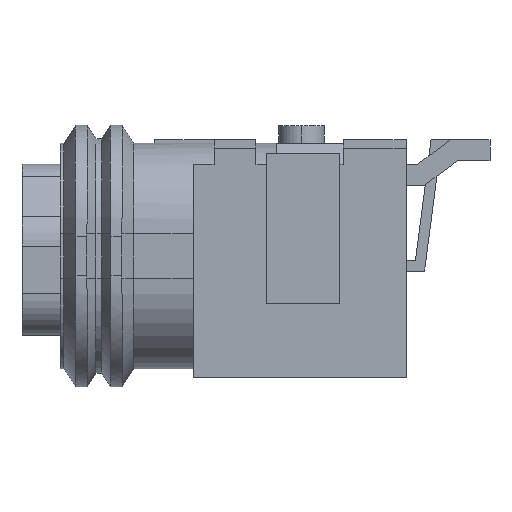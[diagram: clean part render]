
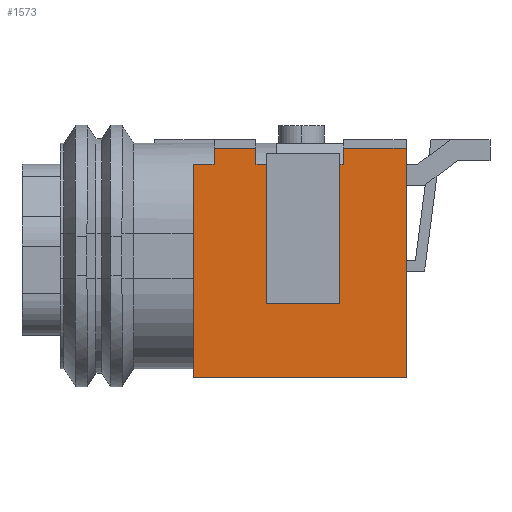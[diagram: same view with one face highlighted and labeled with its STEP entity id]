
A CAD part, left-side view. The second image highlights one B-rep face of the part: STEP entity #1573.
In plain terms, the highlighted planar face has unit normal (-1, 0, 0).
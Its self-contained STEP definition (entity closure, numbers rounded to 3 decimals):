
#1573 = ADVANCED_FACE ( 'NONE', ( #6688 ), #4415, .F. ) ;
#1752 = EDGE_CURVE ( 'NONE', #2885, #2876, #5613, .T. ) ;
#1754 = EDGE_CURVE ( 'NONE', #2876, #2874, #5619, .T. ) ;
#1756 = EDGE_CURVE ( 'NONE', #2874, #2865, #5623, .T. ) ;
#1758 = EDGE_CURVE ( 'NONE', #2865, #2879, #5627, .T. ) ;
#1762 = EDGE_CURVE ( 'NONE', #2880, #2875, #5635, .T. ) ;
#1775 = EDGE_CURVE ( 'NONE', #2855, #2879, #5661, .T. ) ;
#1833 = EDGE_CURVE ( 'NONE', #2827, #2885, #5775, .T. ) ;
#1840 = EDGE_CURVE ( 'NONE', #2821, #2801, #5789, .T. ) ;
#1842 = EDGE_CURVE ( 'NONE', #2875, #2821, #5793, .T. ) ;
#2003 = ORIENTED_EDGE ( 'NONE', *, *, #1840, .F. ) ;
#2004 = ORIENTED_EDGE ( 'NONE', *, *, #1842, .F. ) ;
#2005 = ORIENTED_EDGE ( 'NONE', *, *, #1762, .F. ) ;
#2006 = ORIENTED_EDGE ( 'NONE', *, *, #2141, .F. ) ;
#2007 = ORIENTED_EDGE ( 'NONE', *, *, #2144, .F. ) ;
#2008 = ORIENTED_EDGE ( 'NONE', *, *, #2145, .F. ) ;
#2009 = ORIENTED_EDGE ( 'NONE', *, *, #2146, .T. ) ;
#2010 = ORIENTED_EDGE ( 'NONE', *, *, #1775, .T. ) ;
#2011 = ORIENTED_EDGE ( 'NONE', *, *, #1758, .F. ) ;
#2012 = ORIENTED_EDGE ( 'NONE', *, *, #1756, .F. ) ;
#2013 = ORIENTED_EDGE ( 'NONE', *, *, #1754, .F. ) ;
#2014 = ORIENTED_EDGE ( 'NONE', *, *, #1752, .F. ) ;
#2015 = ORIENTED_EDGE ( 'NONE', *, *, #1833, .F. ) ;
#2016 = ORIENTED_EDGE ( 'NONE', *, *, #2147, .F. ) ;
#2141 = EDGE_CURVE ( 'NONE', #2831, #2880, #5801, .T. ) ;
#2144 = EDGE_CURVE ( 'NONE', #2807, #2831, #5813, .T. ) ;
#2145 = EDGE_CURVE ( 'NONE', #2830, #2807, #5815, .T. ) ;
#2146 = EDGE_CURVE ( 'NONE', #2830, #2855, #5809, .T. ) ;
#2147 = EDGE_CURVE ( 'NONE', #2801, #2827, #5819, .T. ) ;
#2472 = EDGE_LOOP ( 'NONE', ( #2003, #2004, #2005, #2006, #2007, #2008, #2009, #2010, #2011, #2012, #2013, #2014, #2015, #2016 ) ) ;
#2801 = VERTEX_POINT ( 'NONE', #7772 ) ;
#2807 = VERTEX_POINT ( 'NONE', #7778 ) ;
#2821 = VERTEX_POINT ( 'NONE', #7792 ) ;
#2827 = VERTEX_POINT ( 'NONE', #7798 ) ;
#2830 = VERTEX_POINT ( 'NONE', #7801 ) ;
#2831 = VERTEX_POINT ( 'NONE', #7802 ) ;
#2855 = VERTEX_POINT ( 'NONE', #7826 ) ;
#2865 = VERTEX_POINT ( 'NONE', #7836 ) ;
#2874 = VERTEX_POINT ( 'NONE', #7845 ) ;
#2875 = VERTEX_POINT ( 'NONE', #7846 ) ;
#2876 = VERTEX_POINT ( 'NONE', #7847 ) ;
#2879 = VERTEX_POINT ( 'NONE', #7850 ) ;
#2880 = VERTEX_POINT ( 'NONE', #7851 ) ;
#2885 = VERTEX_POINT ( 'NONE', #7856 ) ;
#4415 = PLANE ( 'NONE',  #6859 ) ;
#4416 = CARTESIAN_POINT ( 'NONE',  ( -4.27, -5., -3.23 ) ) ;
#4421 = DIRECTION ( 'NONE',  ( 1., 0., 0. ) ) ;
#4422 = DIRECTION ( 'NONE',  ( 0., 1., 0. ) ) ;
#5151 = CARTESIAN_POINT ( 'NONE',  ( -4.27, -4.05, -3.23 ) ) ;
#5164 = DIRECTION ( 'NONE',  ( 0., 0., 1. ) ) ;
#5173 = CARTESIAN_POINT ( 'NONE',  ( -4.27, -5., -0.3 ) ) ;
#5174 = DIRECTION ( 'NONE',  ( 0., -1., 0. ) ) ;
#5180 = CARTESIAN_POINT ( 'NONE',  ( -4.27, -4.1, -3.23 ) ) ;
#5183 = DIRECTION ( 'NONE',  ( 0., 0., 1. ) ) ;
#5190 = CARTESIAN_POINT ( 'NONE',  ( -4.27, -5., -0.07 ) ) ;
#5194 = DIRECTION ( 'NONE',  ( 0., -1., 0. ) ) ;
#5208 = CARTESIAN_POINT ( 'NONE',  ( -4.27, -5., -0.07 ) ) ;
#5211 = DIRECTION ( 'NONE',  ( 0., -1., 0. ) ) ;
#5260 = CARTESIAN_POINT ( 'NONE',  ( -4.27, -5., 0. ) ) ;
#5264 = DIRECTION ( 'NONE',  ( 0., 0., 1. ) ) ;
#5613 = LINE ( 'NONE', #5151, #5618 ) ;
#5618 = VECTOR ( 'NONE', #5164, 1000. ) ;
#5619 = LINE ( 'NONE', #5173, #5622 ) ;
#5622 = VECTOR ( 'NONE', #5174, 1000. ) ;
#5623 = LINE ( 'NONE', #5180, #5626 ) ;
#5626 = VECTOR ( 'NONE', #5183, 1000. ) ;
#5627 = LINE ( 'NONE', #5190, #5630 ) ;
#5630 = VECTOR ( 'NONE', #5194, 1000. ) ;
#5635 = LINE ( 'NONE', #5208, #5638 ) ;
#5638 = VECTOR ( 'NONE', #5211, 1000. ) ;
#5661 = LINE ( 'NONE', #5260, #5664 ) ;
#5664 = VECTOR ( 'NONE', #5264, 1000. ) ;
#5775 = LINE ( 'NONE', #7063, #5778 ) ;
#5778 = VECTOR ( 'NONE', #7065, 1000. ) ;
#5789 = LINE ( 'NONE', #7088, #5792 ) ;
#5792 = VECTOR ( 'NONE', #7091, 1000. ) ;
#5793 = LINE ( 'NONE', #7096, #5796 ) ;
#5796 = VECTOR ( 'NONE', #7097, 1000. ) ;
#5801 = LINE ( 'NONE', #7104, #5810 ) ;
#5809 = LINE ( 'NONE', #7112, #5820 ) ;
#5810 = VECTOR ( 'NONE', #7114, 1000. ) ;
#5813 = LINE ( 'NONE', #7119, #5816 ) ;
#5815 = LINE ( 'NONE', #7121, #5818 ) ;
#5816 = VECTOR ( 'NONE', #7120, 1000. ) ;
#5818 = VECTOR ( 'NONE', #7123, 1000. ) ;
#5819 = LINE ( 'NONE', #7125, #5822 ) ;
#5820 = VECTOR ( 'NONE', #7124, 1000. ) ;
#5822 = VECTOR ( 'NONE', #7127, 1000. ) ;
#6688 = FACE_OUTER_BOUND ( 'NONE', #2472, .T. ) ;
#6859 = AXIS2_PLACEMENT_3D ( 'NONE', #4416, #4421, #4422 ) ;
#7063 = CARTESIAN_POINT ( 'NONE',  ( -4.27, -5., -2.3 ) ) ;
#7065 = DIRECTION ( 'NONE',  ( 0., -1., 0. ) ) ;
#7088 = CARTESIAN_POINT ( 'NONE',  ( -4.27, -5., -0.3 ) ) ;
#7091 = DIRECTION ( 'NONE',  ( 0., -1., 0. ) ) ;
#7096 = CARTESIAN_POINT ( 'NONE',  ( -4.27, -2.85, -3.23 ) ) ;
#7097 = DIRECTION ( 'NONE',  ( 0., 0., -1. ) ) ;
#7104 = CARTESIAN_POINT ( 'NONE',  ( -4.27, -2.25, -3.23 ) ) ;
#7112 = CARTESIAN_POINT ( 'NONE',  ( -4.27, -1.95, -3.35 ) ) ;
#7114 = DIRECTION ( 'NONE',  ( 0., 0., 1. ) ) ;
#7119 = CARTESIAN_POINT ( 'NONE',  ( -4.27, -5., -0.3 ) ) ;
#7120 = DIRECTION ( 'NONE',  ( 0., -1., 0. ) ) ;
#7121 = CARTESIAN_POINT ( 'NONE',  ( -4.27, -1.95, -3.23 ) ) ;
#7123 = DIRECTION ( 'NONE',  ( 0., 0., 1. ) ) ;
#7124 = DIRECTION ( 'NONE',  ( 0., -1., 0. ) ) ;
#7125 = CARTESIAN_POINT ( 'NONE',  ( -4.27, -3., -3.23 ) ) ;
#7127 = DIRECTION ( 'NONE',  ( 0., 0., -1. ) ) ;
#7772 = CARTESIAN_POINT ( 'NONE',  ( -4.27, -3., -0.3 ) ) ;
#7778 = CARTESIAN_POINT ( 'NONE',  ( -4.27, -1.95, -0.3 ) ) ;
#7792 = CARTESIAN_POINT ( 'NONE',  ( -4.27, -2.85, -0.3 ) ) ;
#7798 = CARTESIAN_POINT ( 'NONE',  ( -4.27, -3., -2.3 ) ) ;
#7801 = CARTESIAN_POINT ( 'NONE',  ( -4.27, -1.95, -3.35 ) ) ;
#7802 = CARTESIAN_POINT ( 'NONE',  ( -4.27, -2.25, -0.3 ) ) ;
#7826 = CARTESIAN_POINT ( 'NONE',  ( -4.27, -5., -3.35 ) ) ;
#7836 = CARTESIAN_POINT ( 'NONE',  ( -4.27, -4.1, -0.07 ) ) ;
#7845 = CARTESIAN_POINT ( 'NONE',  ( -4.27, -4.1, -0.3 ) ) ;
#7846 = CARTESIAN_POINT ( 'NONE',  ( -4.27, -2.85, -0.07 ) ) ;
#7847 = CARTESIAN_POINT ( 'NONE',  ( -4.27, -4.05, -0.3 ) ) ;
#7850 = CARTESIAN_POINT ( 'NONE',  ( -4.27, -5., -0.07 ) ) ;
#7851 = CARTESIAN_POINT ( 'NONE',  ( -4.27, -2.25, -0.07 ) ) ;
#7856 = CARTESIAN_POINT ( 'NONE',  ( -4.27, -4.05, -2.3 ) ) ;
